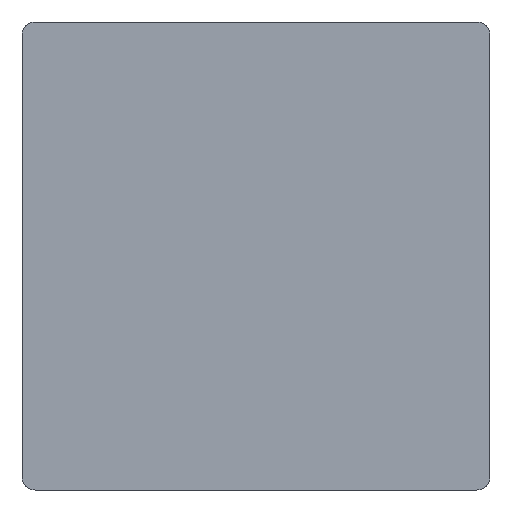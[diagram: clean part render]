
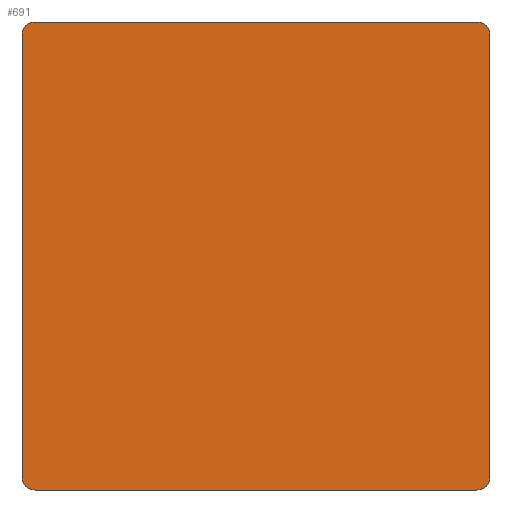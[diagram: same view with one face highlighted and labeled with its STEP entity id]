
A CAD part, front view. The second image highlights one B-rep face of the part: STEP entity #691.
In plain terms, the highlighted planar face has unit normal (0, -1, 0).
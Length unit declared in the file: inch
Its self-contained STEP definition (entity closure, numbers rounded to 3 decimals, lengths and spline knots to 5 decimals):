
#30=PLANE('',#783);
#48=LINE('',#2465,#69);
#49=LINE('',#2467,#70);
#50=LINE('',#2469,#71);
#51=LINE('',#2471,#72);
#69=VECTOR('',#951,0.3937);
#70=VECTOR('',#954,0.3937);
#71=VECTOR('',#957,0.3937);
#72=VECTOR('',#960,0.3937);
#117=FACE_OUTER_BOUND('',#160,.T.);
#160=EDGE_LOOP('',(#618,#619,#620,#621,#622,#623,#624,#625));
#211=CIRCLE('',#762,0.237);
#214=CIRCLE('',#766,0.237);
#217=CIRCLE('',#770,0.237);
#220=CIRCLE('',#775,0.237);
#300=VERTEX_POINT('',#2277);
#301=VERTEX_POINT('',#2278);
#303=VERTEX_POINT('',#2335);
#304=VERTEX_POINT('',#2336);
#306=VERTEX_POINT('',#2393);
#307=VERTEX_POINT('',#2394);
#309=VERTEX_POINT('',#2453);
#310=VERTEX_POINT('',#2454);
#390=EDGE_CURVE('',#300,#301,#211,.T.);
#395=EDGE_CURVE('',#303,#304,#214,.T.);
#400=EDGE_CURVE('',#306,#307,#217,.T.);
#406=EDGE_CURVE('',#309,#310,#220,.T.);
#412=EDGE_CURVE('',#300,#307,#48,.T.);
#413=EDGE_CURVE('',#306,#310,#49,.T.);
#414=EDGE_CURVE('',#303,#301,#50,.T.);
#415=EDGE_CURVE('',#309,#304,#51,.T.);
#618=ORIENTED_EDGE('',*,*,#390,.F.);
#619=ORIENTED_EDGE('',*,*,#412,.T.);
#620=ORIENTED_EDGE('',*,*,#400,.F.);
#621=ORIENTED_EDGE('',*,*,#413,.T.);
#622=ORIENTED_EDGE('',*,*,#406,.F.);
#623=ORIENTED_EDGE('',*,*,#415,.T.);
#624=ORIENTED_EDGE('',*,*,#395,.F.);
#625=ORIENTED_EDGE('',*,*,#414,.T.);
#691=ADVANCED_FACE('',(#117),#30,.F.);
#762=AXIS2_PLACEMENT_3D('',#2279,#903,#904);
#766=AXIS2_PLACEMENT_3D('',#2337,#913,#914);
#770=AXIS2_PLACEMENT_3D('',#2395,#923,#924);
#775=AXIS2_PLACEMENT_3D('',#2455,#936,#937);
#783=AXIS2_PLACEMENT_3D('',#2472,#961,#962);
#903=DIRECTION('center_axis',(0.,1.,0.));
#904=DIRECTION('ref_axis',(0.707,0.,0.707));
#913=DIRECTION('center_axis',(0.,1.,0.));
#914=DIRECTION('ref_axis',(0.707,0.,-0.707));
#923=DIRECTION('center_axis',(0.,1.,0.));
#924=DIRECTION('ref_axis',(-0.707,0.,0.707));
#936=DIRECTION('center_axis',(0.,1.,0.));
#937=DIRECTION('ref_axis',(-0.707,0.,-0.707));
#951=DIRECTION('',(-1.,0.,0.));
#954=DIRECTION('',(0.,0.,-1.));
#957=DIRECTION('',(0.,0.,1.));
#960=DIRECTION('',(1.,0.,0.));
#961=DIRECTION('center_axis',(0.,1.,0.));
#962=DIRECTION('ref_axis',(1.,0.,0.));
#2277=CARTESIAN_POINT('',(3.89686,0.,4.13386));
#2278=CARTESIAN_POINT('',(4.13386,0.,3.89686));
#2279=CARTESIAN_POINT('Origin',(3.89686,0.,3.89686));
#2335=CARTESIAN_POINT('',(4.13386,0.,-3.89686));
#2336=CARTESIAN_POINT('',(3.89686,0.,-4.13386));
#2337=CARTESIAN_POINT('Origin',(3.89686,0.,-3.89686));
#2393=CARTESIAN_POINT('',(-4.13386,0.,3.89686));
#2394=CARTESIAN_POINT('',(-3.89686,0.,4.13386));
#2395=CARTESIAN_POINT('Origin',(-3.89686,0.,3.89686));
#2453=CARTESIAN_POINT('',(-3.89686,0.,-4.13386));
#2454=CARTESIAN_POINT('',(-4.13386,0.,-3.89686));
#2455=CARTESIAN_POINT('Origin',(-3.89686,0.,-3.89686));
#2465=CARTESIAN_POINT('',(4.13386,0.,4.13386));
#2467=CARTESIAN_POINT('',(-4.13386,0.,4.13386));
#2469=CARTESIAN_POINT('',(4.13386,0.,-4.13386));
#2471=CARTESIAN_POINT('',(-4.13386,0.,-4.13386));
#2472=CARTESIAN_POINT('Origin',(0.,0.,0.));
